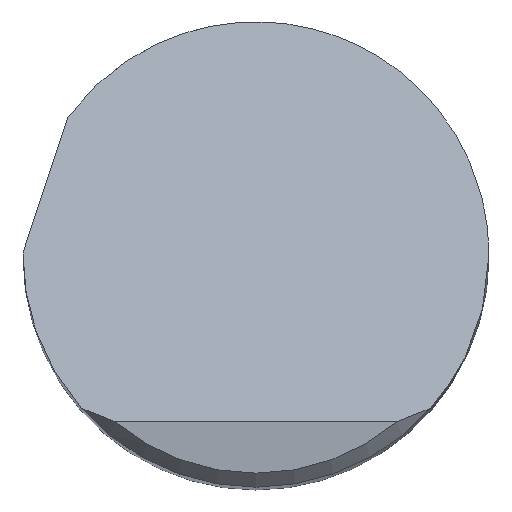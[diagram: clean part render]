
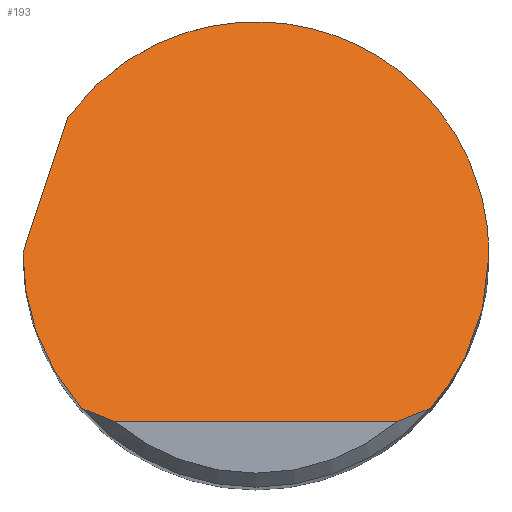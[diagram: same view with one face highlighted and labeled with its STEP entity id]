
A CAD part, top view. The second image highlights one B-rep face of the part: STEP entity #193.
In plain terms, the highlighted planar face has unit normal (0, 0.707, 0.707).
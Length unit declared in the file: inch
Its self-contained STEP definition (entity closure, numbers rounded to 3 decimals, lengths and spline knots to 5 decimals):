
#2 = CARTESIAN_POINT ( 'NONE',  ( 0.15108, -0.18, 3. ) ) ;
#5 = VERTEX_POINT ( 'NONE', #828 ) ;
#6 = DIRECTION ( 'NONE',  ( 0.227, 0.689, -0.689 ) ) ;
#20 = ORIENTED_EDGE ( 'NONE', *, *, #447, .F. ) ;
#37 = CARTESIAN_POINT ( 'NONE',  ( -0.25, -0.06141, 2.88141 ) ) ;
#42 = PLANE ( 'NONE',  #645 ) ;
#43 = CARTESIAN_POINT ( 'NONE',  ( 0.25, 0., 2.82 ) ) ;
#80 = VECTOR ( 'NONE', #6, 39.37008 ) ;
#87 = VERTEX_POINT ( 'NONE', #300 ) ;
#97 = CARTESIAN_POINT ( 'NONE',  ( -0.24999, 0.002, 2.818 ) ) ;
#100 = CARTESIAN_POINT ( 'NONE',  ( -0.18782, -0.165, 2.985 ) ) ;
#113 = EDGE_CURVE ( 'NONE', #692, #204, #764, .T. ) ;
#125 = CARTESIAN_POINT ( 'NONE',  ( -0.15108, -0.18, 3. ) ) ;
#129 = CARTESIAN_POINT ( 'NONE',  ( 0., -0.18, 3. ) ) ;
#152 = VERTEX_POINT ( 'NONE', #540 ) ;
#163 = ORIENTED_EDGE ( 'NONE', *, *, #113, .F. ) ;
#188 = EDGE_CURVE ( 'NONE', #5, #152, #215, .T. ) ;
#193 = ADVANCED_FACE ( 'NONE', ( #669 ), #42, .F. ) ;
#204 = VERTEX_POINT ( 'NONE', #235 ) ;
#207 = CARTESIAN_POINT ( 'NONE',  ( 0.15108, -0.18, 3. ) ) ;
#215 =( BOUNDED_CURVE ( )  B_SPLINE_CURVE ( 3, ( #737, #362, #216, #97 ),
 .UNSPECIFIED., .F., .F. ) 
 B_SPLINE_CURVE_WITH_KNOTS ( ( 4, 4 ),
 ( 4.71239, 4.72039 ),
 .UNSPECIFIED. ) 
 CURVE ( )  GEOMETRIC_REPRESENTATION_ITEM ( )  RATIONAL_B_SPLINE_CURVE ( ( 1., 1., 1., 1. ) ) 
 REPRESENTATION_ITEM ( '' )  );
#216 = CARTESIAN_POINT ( 'NONE',  ( -0.25, 0.00133, 2.81867 ) ) ;
#235 = CARTESIAN_POINT ( 'NONE',  ( 0.18782, -0.165, 2.985 ) ) ;
#244 = ORIENTED_EDGE ( 'NONE', *, *, #188, .F. ) ;
#253 = CARTESIAN_POINT ( 'NONE',  ( -0.16367, -0.17542, 2.99542 ) ) ;
#270 = CARTESIAN_POINT ( 'NONE',  ( -0.30701, -0.17058, 2.99058 ) ) ;
#288 =( BOUNDED_CURVE ( )  B_SPLINE_CURVE ( 3, ( #100, #614, #37, #681 ),
 .UNSPECIFIED., .F., .F. ) 
 B_SPLINE_CURVE_WITH_KNOTS ( ( 4, 4 ),
 ( 3.99157, 4.71239 ),
 .UNSPECIFIED. ) 
 CURVE ( )  GEOMETRIC_REPRESENTATION_ITEM ( )  RATIONAL_B_SPLINE_CURVE ( ( 1., 0.957, 0.957, 1. ) ) 
 REPRESENTATION_ITEM ( '' )  );
#299 = EDGE_CURVE ( 'NONE', #87, #385, #435, .T. ) ;
#300 = CARTESIAN_POINT ( 'NONE',  ( -0.18782, -0.165, 2.985 ) ) ;
#347 = CARTESIAN_POINT ( 'NONE',  ( 0.25, 0.29348, 2.52652 ) ) ;
#348 = CARTESIAN_POINT ( 'NONE',  ( 0.18782, -0.165, 2.985 ) ) ;
#349 = EDGE_CURVE ( 'NONE', #385, #776, #527, .T. ) ;
#353 = DIRECTION ( 'NONE',  ( 0., -0.707, -0.707 ) ) ;
#362 = CARTESIAN_POINT ( 'NONE',  ( -0.25, 0.00067, 2.81933 ) ) ;
#368 = ORIENTED_EDGE ( 'NONE', *, *, #384, .T. ) ;
#370 = B_SPLINE_CURVE_WITH_KNOTS ( 'NONE', 3,
 ( #2, #467, #777, #524 ),
 .UNSPECIFIED., .F., .F.,
 ( 4, 4 ),
 ( 0., 0.00108 ),
 .UNSPECIFIED. ) ;
#378 = ORIENTED_EDGE ( 'NONE', *, *, #299, .T. ) ;
#381 = CARTESIAN_POINT ( 'NONE',  ( -0.20198, 0.14732, 2.67268 ) ) ;
#384 = EDGE_CURVE ( 'NONE', #776, #204, #370, .T. ) ;
#385 = VERTEX_POINT ( 'NONE', #461 ) ;
#397 = EDGE_LOOP ( 'NONE', ( #732, #368, #163, #20, #617, #244, #564, #378 ) ) ;
#434 = CARTESIAN_POINT ( 'NONE',  ( -0.18782, -0.165, 2.985 ) ) ;
#435 = B_SPLINE_CURVE_WITH_KNOTS ( 'NONE', 3,
 ( #434, #829, #253, #125 ),
 .UNSPECIFIED., .F., .F.,
 ( 4, 4 ),
 ( 0., 0.00108 ),
 .UNSPECIFIED. ) ;
#447 = EDGE_CURVE ( 'NONE', #613, #692, #812, .T. ) ;
#461 = CARTESIAN_POINT ( 'NONE',  ( -0.15108, -0.18, 3. ) ) ;
#467 = CARTESIAN_POINT ( 'NONE',  ( 0.16367, -0.17542, 2.99542 ) ) ;
#476 = DIRECTION ( 'NONE',  ( 0., 0.707, -0.707 ) ) ;
#484 = CARTESIAN_POINT ( 'NONE',  ( 0.25, 0., 2.82 ) ) ;
#489 = CARTESIAN_POINT ( 'NONE',  ( 0.25, 0., 2.82 ) ) ;
#524 = CARTESIAN_POINT ( 'NONE',  ( 0.18782, -0.165, 2.985 ) ) ;
#527 = LINE ( 'NONE', #129, #602 ) ;
#540 = CARTESIAN_POINT ( 'NONE',  ( -0.24999, 0.002, 2.818 ) ) ;
#552 = CARTESIAN_POINT ( 'NONE',  ( -0.25, -0.18, 3. ) ) ;
#564 = ORIENTED_EDGE ( 'NONE', *, *, #578, .F. ) ;
#578 = EDGE_CURVE ( 'NONE', #87, #5, #288, .T. ) ;
#584 = LINE ( 'NONE', #270, #80 ) ;
#602 = VECTOR ( 'NONE', #653, 39.37008 ) ;
#604 = CARTESIAN_POINT ( 'NONE',  ( -0.02903, 0.38443, 2.43557 ) ) ;
#613 = VERTEX_POINT ( 'NONE', #381 ) ;
#614 = CARTESIAN_POINT ( 'NONE',  ( -0.22834, -0.11887, 2.93887 ) ) ;
#617 = ORIENTED_EDGE ( 'NONE', *, *, #759, .F. ) ;
#645 = AXIS2_PLACEMENT_3D ( 'NONE', #552, #353, #476 ) ;
#653 = DIRECTION ( 'NONE',  ( 1., 0., 0. ) ) ;
#669 = FACE_OUTER_BOUND ( 'NONE', #397, .T. ) ;
#681 = CARTESIAN_POINT ( 'NONE',  ( -0.25, 0., 2.82 ) ) ;
#682 = CARTESIAN_POINT ( 'NONE',  ( 0.22834, -0.11887, 2.93887 ) ) ;
#684 = CARTESIAN_POINT ( 'NONE',  ( 0.25, -0.06141, 2.88141 ) ) ;
#692 = VERTEX_POINT ( 'NONE', #43 ) ;
#732 = ORIENTED_EDGE ( 'NONE', *, *, #349, .T. ) ;
#736 = CARTESIAN_POINT ( 'NONE',  ( -0.20198, 0.14732, 2.67268 ) ) ;
#737 = CARTESIAN_POINT ( 'NONE',  ( -0.25, 0., 2.82 ) ) ;
#759 = EDGE_CURVE ( 'NONE', #152, #613, #584, .T. ) ;
#764 =( BOUNDED_CURVE ( )  B_SPLINE_CURVE ( 3, ( #489, #684, #682, #348 ),
 .UNSPECIFIED., .F., .F. ) 
 B_SPLINE_CURVE_WITH_KNOTS ( ( 4, 4 ),
 ( 1.5708, 2.29162 ),
 .UNSPECIFIED. ) 
 CURVE ( )  GEOMETRIC_REPRESENTATION_ITEM ( )  RATIONAL_B_SPLINE_CURVE ( ( 1., 0.957, 0.957, 1. ) ) 
 REPRESENTATION_ITEM ( '' )  );
#776 = VERTEX_POINT ( 'NONE', #207 ) ;
#777 = CARTESIAN_POINT ( 'NONE',  ( 0.17589, -0.1704, 2.9904 ) ) ;
#812 =( BOUNDED_CURVE ( )  B_SPLINE_CURVE ( 3, ( #736, #604, #347, #484 ),
 .UNSPECIFIED., .F., .F. ) 
 B_SPLINE_CURVE_WITH_KNOTS ( ( 4, 4 ),
 ( 5.34257, 7.85398 ),
 .UNSPECIFIED. ) 
 CURVE ( )  GEOMETRIC_REPRESENTATION_ITEM ( )  RATIONAL_B_SPLINE_CURVE ( ( 1., 0.54, 0.54, 1. ) ) 
 REPRESENTATION_ITEM ( '' )  );
#828 = CARTESIAN_POINT ( 'NONE',  ( -0.25, 0., 2.82 ) ) ;
#829 = CARTESIAN_POINT ( 'NONE',  ( -0.17589, -0.1704, 2.9904 ) ) ;
